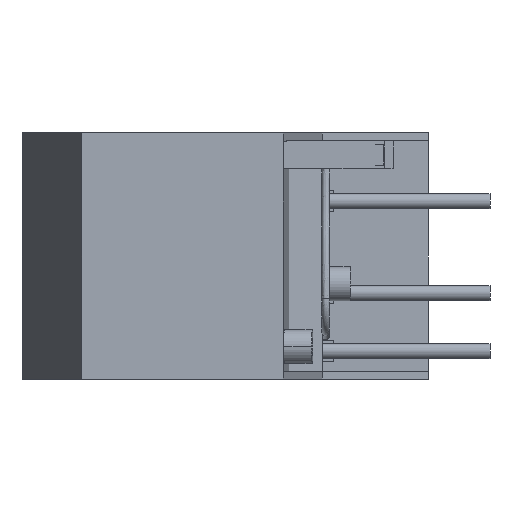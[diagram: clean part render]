
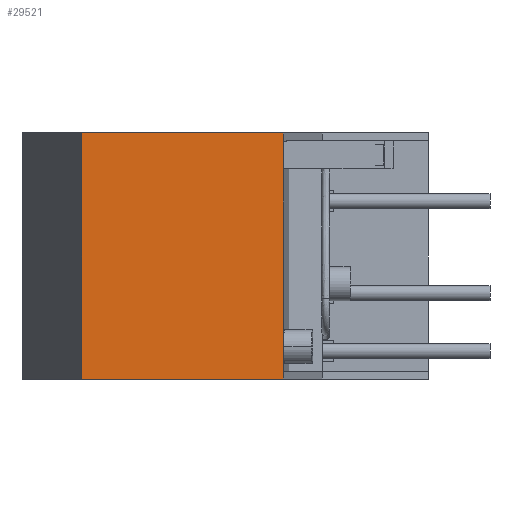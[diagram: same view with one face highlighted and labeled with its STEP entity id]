
A CAD part, left-side view. The second image highlights one B-rep face of the part: STEP entity #29521.
In plain terms, the highlighted planar face has unit normal (-1, 0, 0).
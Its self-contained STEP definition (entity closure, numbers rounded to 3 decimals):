
#12 = EDGE_CURVE ( 'NONE', #15133, #49016, #36811, .T. ) ;
#625 = EDGE_CURVE ( 'NONE', #44031, #13193, #30354, .T. ) ;
#1158 = VECTOR ( 'NONE', #43846, 1000. ) ;
#2474 = LINE ( 'NONE', #18675, #1158 ) ;
#2828 = DIRECTION ( 'NONE',  ( 0., 0., -1. ) ) ;
#8043 = DIRECTION ( 'NONE',  ( 0., 0., -1. ) ) ;
#8169 = CARTESIAN_POINT ( 'NONE',  ( -46.5, -15.5, 20.4 ) ) ;
#11066 = PLANE ( 'NONE',  #39510 ) ;
#12971 = LINE ( 'NONE', #14087, #37433 ) ;
#13193 = VERTEX_POINT ( 'NONE', #50950 ) ;
#14087 = CARTESIAN_POINT ( 'NONE',  ( -46.5, -15.5, 22. ) ) ;
#14240 = VECTOR ( 'NONE', #8043, 1000. ) ;
#15133 = VERTEX_POINT ( 'NONE', #46516 ) ;
#15809 = ORIENTED_EDGE ( 'NONE', *, *, #23251, .F. ) ;
#16873 = VECTOR ( 'NONE', #2828, 1000. ) ;
#18275 = EDGE_CURVE ( 'NONE', #49016, #13193, #28824, .T. ) ;
#18476 = CARTESIAN_POINT ( 'NONE',  ( -46.5, -15.5, 22. ) ) ;
#18675 = CARTESIAN_POINT ( 'NONE',  ( -46.5, -15.5, 22. ) ) ;
#18932 = VERTEX_POINT ( 'NONE', #32050 ) ;
#19261 = ORIENTED_EDGE ( 'NONE', *, *, #25690, .F. ) ;
#19732 = CARTESIAN_POINT ( 'NONE',  ( -46.5, 20.5, 22. ) ) ;
#21798 = ORIENTED_EDGE ( 'NONE', *, *, #12, .T. ) ;
#22167 = CARTESIAN_POINT ( 'NONE',  ( -46.5, 20.5, -22. ) ) ;
#23251 = EDGE_CURVE ( 'NONE', #15133, #18932, #2474, .T. ) ;
#25690 = EDGE_CURVE ( 'NONE', #18932, #44101, #12971, .T. ) ;
#26342 = ORIENTED_EDGE ( 'NONE', *, *, #625, .F. ) ;
#27283 = DIRECTION ( 'NONE',  ( 0., 0., -1. ) ) ;
#28824 = LINE ( 'NONE', #34921, #44268 ) ;
#28836 = EDGE_LOOP ( 'NONE', ( #46321, #26342, #50956, #19261, #15809, #21798 ) ) ;
#29521 = ADVANCED_FACE ( 'NONE', ( #47495 ), #11066, .F. ) ;
#30354 = LINE ( 'NONE', #45263, #14240 ) ;
#30476 = DIRECTION ( 'NONE',  ( 0., 0., -1. ) ) ;
#32050 = CARTESIAN_POINT ( 'NONE',  ( -46.5, -15.5, 22. ) ) ;
#34921 = CARTESIAN_POINT ( 'NONE',  ( -46.5, -15.5, -22. ) ) ;
#36322 = VECTOR ( 'NONE', #48671, 1000. ) ;
#36811 = LINE ( 'NONE', #19732, #16873 ) ;
#36926 = LINE ( 'NONE', #8169, #36322 ) ;
#37433 = VECTOR ( 'NONE', #30476, 1000. ) ;
#39510 = AXIS2_PLACEMENT_3D ( 'NONE', #18476, #51411, #27283 ) ;
#41704 = EDGE_CURVE ( 'NONE', #44101, #44031, #36926, .T. ) ;
#43846 = DIRECTION ( 'NONE',  ( 0., -1., 0. ) ) ;
#44031 = VERTEX_POINT ( 'NONE', #46253 ) ;
#44101 = VERTEX_POINT ( 'NONE', #48706 ) ;
#44268 = VECTOR ( 'NONE', #47349, 1000. ) ;
#45263 = CARTESIAN_POINT ( 'NONE',  ( -46.5, -15.5, 22. ) ) ;
#46253 = CARTESIAN_POINT ( 'NONE',  ( -46.5, -15.5, -20.6 ) ) ;
#46321 = ORIENTED_EDGE ( 'NONE', *, *, #18275, .T. ) ;
#46516 = CARTESIAN_POINT ( 'NONE',  ( -46.5, 20.5, 22. ) ) ;
#47349 = DIRECTION ( 'NONE',  ( 0., -1., 0. ) ) ;
#47495 = FACE_OUTER_BOUND ( 'NONE', #28836, .T. ) ;
#48671 = DIRECTION ( 'NONE',  ( 0., 0., -1. ) ) ;
#48706 = CARTESIAN_POINT ( 'NONE',  ( -46.5, -15.5, 20.4 ) ) ;
#49016 = VERTEX_POINT ( 'NONE', #22167 ) ;
#50950 = CARTESIAN_POINT ( 'NONE',  ( -46.5, -15.5, -22. ) ) ;
#50956 = ORIENTED_EDGE ( 'NONE', *, *, #41704, .F. ) ;
#51411 = DIRECTION ( 'NONE',  ( 1., 0., 0. ) ) ;
